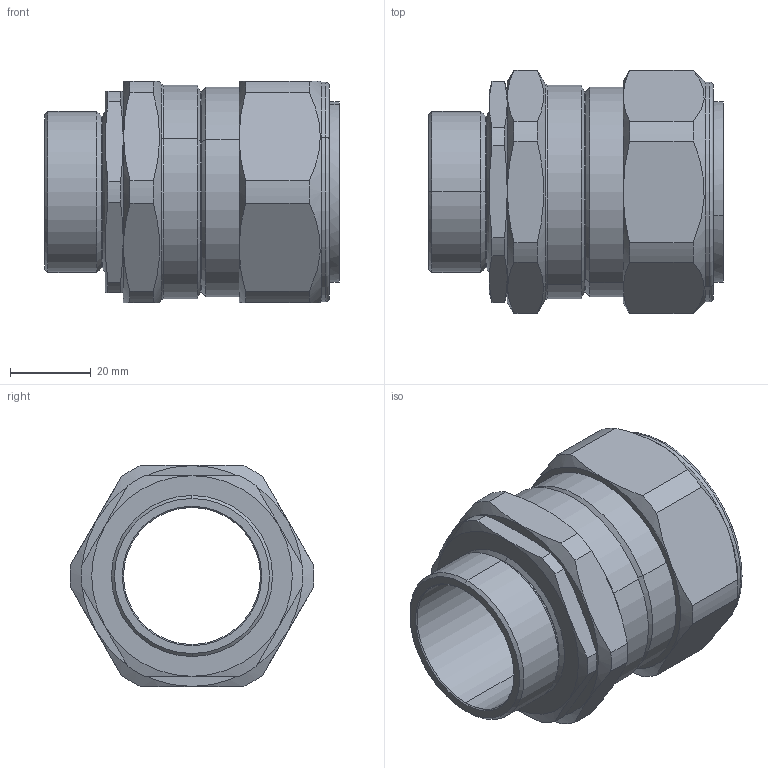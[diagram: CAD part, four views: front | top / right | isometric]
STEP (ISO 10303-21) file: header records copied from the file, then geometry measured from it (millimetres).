
FILE_DESCRIPTION (( 'STEP AP203' ), '1' );
FILE_NAME ('40CXED1RA.STEP', '2021-03-11T16:17:42', ( '' ), ( '' ), 'SwSTEP 2.0', 'SolidWorks 2017', '' );
FILE_SCHEMA (( 'CONFIG_CONTROL_DESIGN' ));
Length unit declared in the file: millimetre
Products named in the file (1): 40CXED1RA
Bounding box: 73.1 x 60.47 x 55 mm (x, y, z)
Volume: 71459.6 mm3; surface area: 24963.8 mm2
Topology: 1 solids, 18 shells, 248 faces, 580 edges, 376 vertices
Faces by surface type: plane 104, cylinder 59, bspline 45, cone 34, torus 6
Entity records: 9755 total; most frequent: CARTESIAN_POINT 4282, ORIENTED_EDGE 1160, DIRECTION 1008, EDGE_CURVE 580, VERTEX_POINT 376, AXIS2_PLACEMENT_3D 366, LINE 276, VECTOR 276
